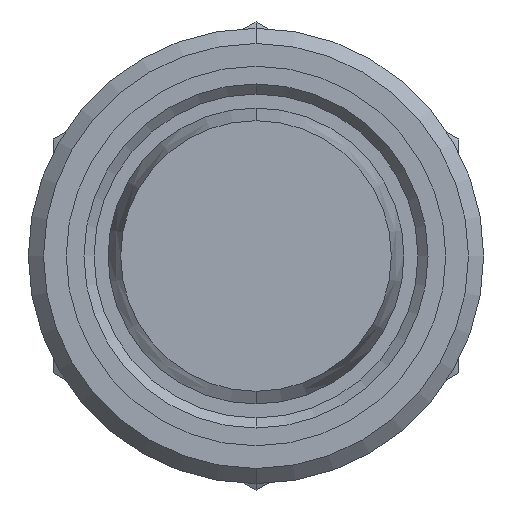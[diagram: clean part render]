
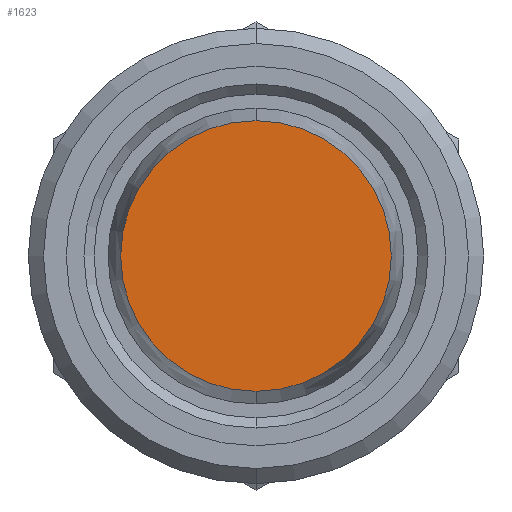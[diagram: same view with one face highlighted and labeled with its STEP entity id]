
A CAD part, front view. The second image highlights one B-rep face of the part: STEP entity #1623.
In plain terms, the highlighted planar face has unit normal (0, -1, 0).
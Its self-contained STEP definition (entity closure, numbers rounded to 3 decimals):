
#5=CARTESIAN_POINT('',(0.,-11.8,0.));
#6=DIRECTION('',(0.,-1.,0.));
#7=DIRECTION('',(0.,0.,-1.));
#8=AXIS2_PLACEMENT_3D('',#5,#6,#7);
#14=CARTESIAN_POINT('',(0.,-11.8,0.));
#15=DIRECTION('',(0.,1.,0.));
#16=DIRECTION('',(0.,0.,-1.));
#17=AXIS2_PLACEMENT_3D('',#14,#15,#16);
#1419=CARTESIAN_POINT('',(0.,-11.8,-2.675));
#1421=VERTEX_POINT('',#1419);
#1427=CARTESIAN_POINT('',(0.,-11.8,2.675));
#1429=VERTEX_POINT('',#1427);
#1612=CARTESIAN_POINT('',(0.,-11.8,0.));
#1613=DIRECTION('',(0.,1.,0.));
#1614=DIRECTION('',(0.,0.,-1.));
#1615=AXIS2_PLACEMENT_3D('',#1612,#1613,#1614);
#1616=PLANE('',#1615);
#1618=ORIENTED_EDGE('',*,*,#1617,.F.);
#1620=ORIENTED_EDGE('',*,*,#1619,.T.);
#1621=EDGE_LOOP('',(#1618,#1620));
#1622=FACE_OUTER_BOUND('',#1621,.F.);
#9=CIRCLE('',#8,2.675);
#18=CIRCLE('',#17,2.675);
#1617=EDGE_CURVE('',#1421,#1429,#9,.T.);
#1619=EDGE_CURVE('',#1421,#1429,#18,.T.);
#1623=ADVANCED_FACE('',(#1622),#1616,.F.);
